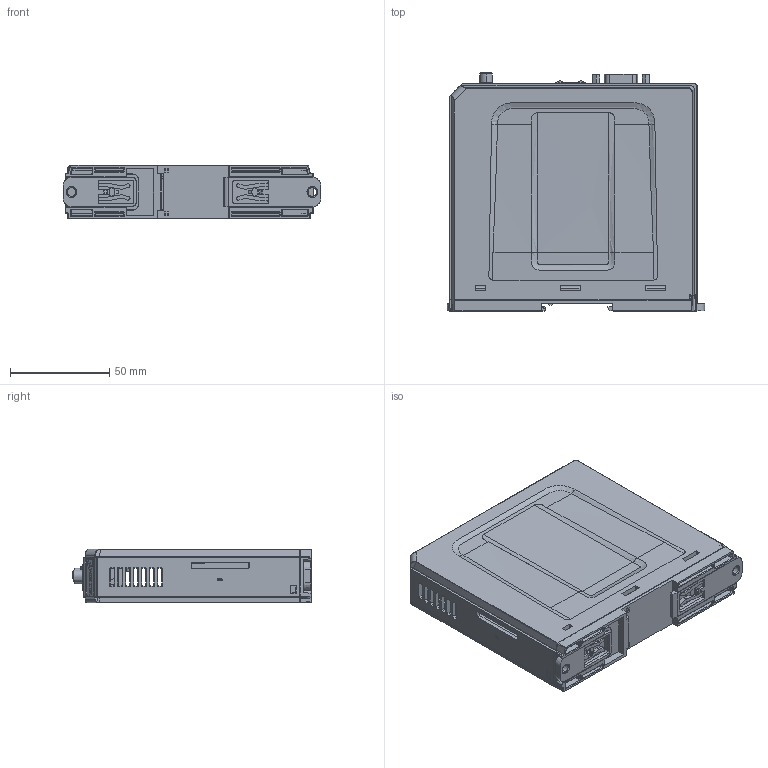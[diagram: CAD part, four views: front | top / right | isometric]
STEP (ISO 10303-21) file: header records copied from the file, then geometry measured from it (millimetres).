
FILE_DESCRIPTION (( 'STEP AP214' ), '1' );
FILE_NAME ('cMT-SVR-200 & cMT-G06_221005.STEP', '2022-11-07T10:04:42', ( '' ), ( '' ), 'SwSTEP 2.0', 'SolidWorks 2019', '' );
FILE_SCHEMA (( 'AUTOMOTIVE_DESIGN' ));
Length unit declared in the file: millimetre
Products named in the file (1): cMT-SVR-200 & cMT-G06_221005
Bounding box: 129.76 x 119.91 x 27.17 mm (x, y, z)
Surface area: 95778.5 mm2 (no closed solid volume)
Topology: 0 solids, 57 shells, 1194 faces, 5163 edges, 3988 vertices
Faces by surface type: plane 699, cylinder 247, cone 125, bspline 90, torus 25, sphere 8
Full cylindrical faces by diameter (mm): 1 x3, 1.15 x1, 3.5 x1
Entity records: 80590 total; most frequent: CARTESIAN_POINT 26784, ORIENTED_EDGE 8108, DIRECTION 7614, EDGE_CURVE 5137, VERTEX_POINT 3982, VECTOR 3518, LINE 3518, AXIS2_PLACEMENT_3D 2048
